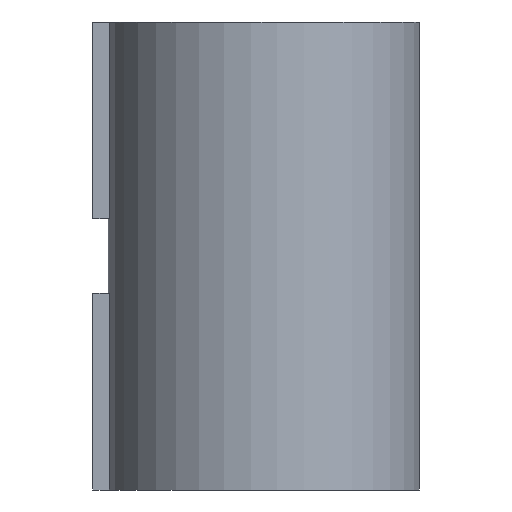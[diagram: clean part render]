
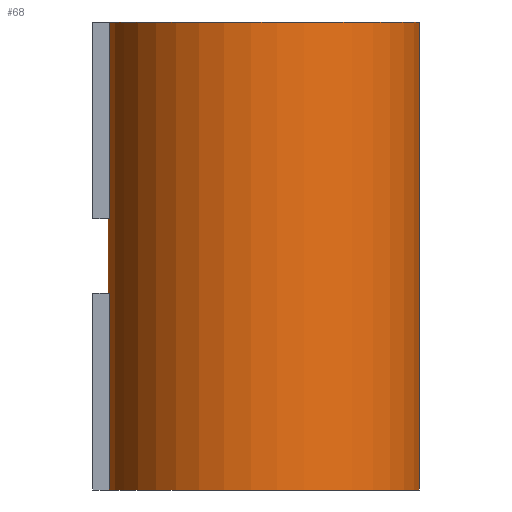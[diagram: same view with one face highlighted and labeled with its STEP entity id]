
A CAD part, left-side view. The second image highlights one B-rep face of the part: STEP entity #68.
In plain terms, the highlighted cylindrical face has radius 15 mm (diameter 30 mm), a partial arc.
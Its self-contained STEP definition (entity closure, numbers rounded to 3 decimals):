
#68 = ADVANCED_FACE( '', ( #131 ), #132, .T. );
#131 = FACE_OUTER_BOUND( '', #186, .T. );
#132 = CYLINDRICAL_SURFACE( '', #187, 15. );
#186 = EDGE_LOOP( '', ( #317, #318, #319, #320, #321, #322, #323, #324, #325, #326, #327, #328 ) );
#187 = AXIS2_PLACEMENT_3D( '', #329, #330, #331 );
#317 = ORIENTED_EDGE( '', *, *, #394, .F. );
#318 = ORIENTED_EDGE( '', *, *, #392, .F. );
#319 = ORIENTED_EDGE( '', *, *, #380, .F. );
#320 = ORIENTED_EDGE( '', *, *, #365, .F. );
#321 = ORIENTED_EDGE( '', *, *, #342, .F. );
#322 = ORIENTED_EDGE( '', *, *, #391, .F. );
#323 = ORIENTED_EDGE( '', *, *, #359, .F. );
#324 = ORIENTED_EDGE( '', *, *, #354, .T. );
#325 = ORIENTED_EDGE( '', *, *, #361, .T. );
#326 = ORIENTED_EDGE( '', *, *, #373, .T. );
#327 = ORIENTED_EDGE( '', *, *, #369, .T. );
#328 = ORIENTED_EDGE( '', *, *, #350, .T. );
#329 = CARTESIAN_POINT( '', ( 0., 0., 45. ) );
#330 = DIRECTION( '', ( 0., 0., 1. ) );
#331 = DIRECTION( '', ( -1., 0., 0. ) );
#342 = EDGE_CURVE( '', #399, #402, #403, .T. );
#350 = EDGE_CURVE( '', #417, #415, #418, .T. );
#354 = EDGE_CURVE( '', #425, #423, #426, .T. );
#359 = EDGE_CURVE( '', #425, #430, #433, .F. );
#361 = EDGE_CURVE( '', #423, #435, #436, .F. );
#365 = EDGE_CURVE( '', #402, #441, #442, .T. );
#369 = EDGE_CURVE( '', #447, #417, #448, .T. );
#373 = EDGE_CURVE( '', #435, #447, #453, .T. );
#380 = EDGE_CURVE( '', #441, #462, #463, .F. );
#391 = EDGE_CURVE( '', #430, #399, #477, .T. );
#392 = EDGE_CURVE( '', #462, #475, #478, .T. );
#394 = EDGE_CURVE( '', #475, #415, #480, .T. );
#399 = VERTEX_POINT( '', #485 );
#402 = VERTEX_POINT( '', #489 );
#403 = LINE( '', #490, #491 );
#415 = VERTEX_POINT( '', #507 );
#417 = VERTEX_POINT( '', #510 );
#418 = CIRCLE( '', #511, 15. );
#423 = VERTEX_POINT( '', #518 );
#425 = VERTEX_POINT( '', #521 );
#426 = CIRCLE( '', #522, 15. );
#430 = VERTEX_POINT( '', #527 );
#433 = LINE( '', #532, #533 );
#435 = VERTEX_POINT( '', #535 );
#436 = LINE( '', #536, #537 );
#441 = VERTEX_POINT( '', #544 );
#442 = CIRCLE( '', #545, 15. );
#447 = VERTEX_POINT( '', #552 );
#448 = LINE( '', #553, #554 );
#453 = CIRCLE( '', #561, 15. );
#462 = VERTEX_POINT( '', #574 );
#463 = LINE( '', #575, #576 );
#475 = VERTEX_POINT( '', #593 );
#477 = CIRCLE( '', #596, 15. );
#478 = CIRCLE( '', #597, 15. );
#480 = LINE( '', #599, #600 );
#485 = CARTESIAN_POINT( '', ( 1.7, 14.903, 45. ) );
#489 = CARTESIAN_POINT( '', ( 1.7, 14.903, 26.1 ) );
#490 = CARTESIAN_POINT( '', ( 1.7, 14.903, 45. ) );
#491 = VECTOR( '', #605, 1000. );
#507 = CARTESIAN_POINT( '', ( -1.75, -14.898, 0. ) );
#510 = CARTESIAN_POINT( '', ( -1.7, 14.903, 0. ) );
#511 = AXIS2_PLACEMENT_3D( '', #614, #615, #616 );
#518 = CARTESIAN_POINT( '', ( 1.7, 14.903, 0. ) );
#521 = CARTESIAN_POINT( '', ( 1.75, -14.898, 0. ) );
#522 = AXIS2_PLACEMENT_3D( '', #620, #621, #622 );
#527 = CARTESIAN_POINT( '', ( 1.75, -14.898, 45. ) );
#532 = CARTESIAN_POINT( '', ( 1.75, -14.898, 45. ) );
#533 = VECTOR( '', #626, 1000. );
#535 = CARTESIAN_POINT( '', ( 1.7, 14.903, 18.9 ) );
#536 = CARTESIAN_POINT( '', ( 1.7, 14.903, 45. ) );
#537 = VECTOR( '', #627, 1000. );
#544 = CARTESIAN_POINT( '', ( -1.7, 14.903, 26.1 ) );
#545 = AXIS2_PLACEMENT_3D( '', #630, #631, #632 );
#552 = CARTESIAN_POINT( '', ( -1.7, 14.903, 18.9 ) );
#553 = CARTESIAN_POINT( '', ( -1.7, 14.903, 45. ) );
#554 = VECTOR( '', #635, 1000. );
#561 = AXIS2_PLACEMENT_3D( '', #638, #639, #640 );
#574 = CARTESIAN_POINT( '', ( -1.7, 14.903, 45. ) );
#575 = CARTESIAN_POINT( '', ( -1.7, 14.903, 45. ) );
#576 = VECTOR( '', #645, 1000. );
#593 = CARTESIAN_POINT( '', ( -1.75, -14.898, 45. ) );
#596 = AXIS2_PLACEMENT_3D( '', #655, #656, #657 );
#597 = AXIS2_PLACEMENT_3D( '', #658, #659, #660 );
#599 = CARTESIAN_POINT( '', ( -1.75, -14.898, 45. ) );
#600 = VECTOR( '', #661, 1000. );
#605 = DIRECTION( '', ( 0., 0., -1. ) );
#614 = CARTESIAN_POINT( '', ( 0., 0., 0. ) );
#615 = DIRECTION( '', ( 0., 0., 1. ) );
#616 = DIRECTION( '', ( 1., 0., 0. ) );
#620 = CARTESIAN_POINT( '', ( 0., 0., 0. ) );
#621 = DIRECTION( '', ( 0., 0., 1. ) );
#622 = DIRECTION( '', ( 1., 0., 0. ) );
#626 = DIRECTION( '', ( 0., 0., -1. ) );
#627 = DIRECTION( '', ( 0., 0., -1. ) );
#630 = CARTESIAN_POINT( '', ( 0., 0., 26.1 ) );
#631 = DIRECTION( '', ( 0., 0., 1. ) );
#632 = DIRECTION( '', ( 1., 0., 0. ) );
#635 = DIRECTION( '', ( 0., 0., -1. ) );
#638 = CARTESIAN_POINT( '', ( 0., 0., 18.9 ) );
#639 = DIRECTION( '', ( 0., 0., 1. ) );
#640 = DIRECTION( '', ( 1., 0., 0. ) );
#645 = DIRECTION( '', ( 0., 0., -1. ) );
#655 = CARTESIAN_POINT( '', ( 0., 0., 45. ) );
#656 = DIRECTION( '', ( 0., 0., 1. ) );
#657 = DIRECTION( '', ( 1., 0., 0. ) );
#658 = CARTESIAN_POINT( '', ( 0., 0., 45. ) );
#659 = DIRECTION( '', ( 0., 0., 1. ) );
#660 = DIRECTION( '', ( 1., 0., 0. ) );
#661 = DIRECTION( '', ( 0., 0., -1. ) );
